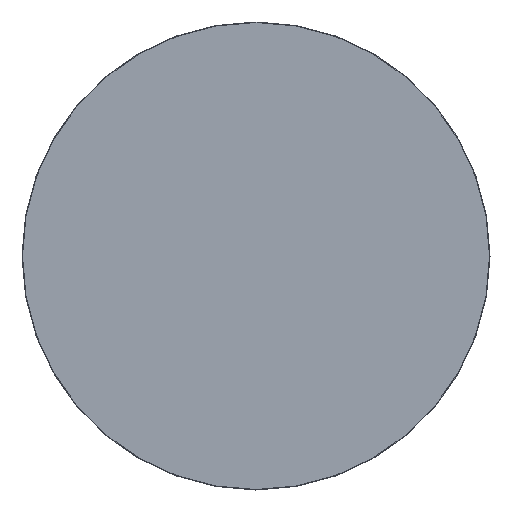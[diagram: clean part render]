
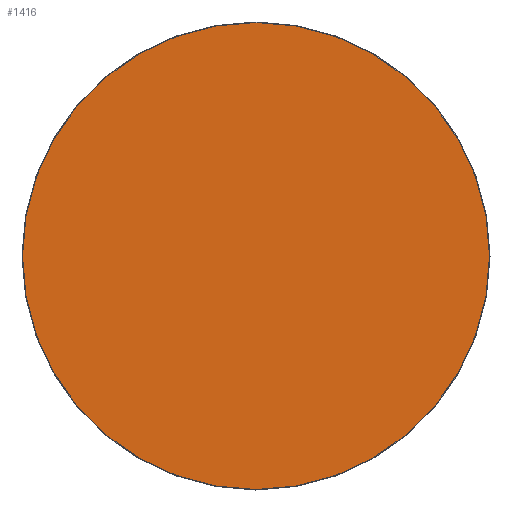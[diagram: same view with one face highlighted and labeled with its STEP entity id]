
A CAD part, front view. The second image highlights one B-rep face of the part: STEP entity #1416.
In plain terms, the highlighted planar face has unit normal (0, -1, 0).
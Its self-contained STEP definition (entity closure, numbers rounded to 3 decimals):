
#67=PLANE('',#1556);
#255=FACE_OUTER_BOUND('',#351,.T.);
#351=EDGE_LOOP('',(#1049));
#604=CIRCLE('',#1534,104.544);
#685=VERTEX_POINT('',#2183);
#815=EDGE_CURVE('',#685,#685,#604,.T.);
#1049=ORIENTED_EDGE('',*,*,#815,.F.);
#1416=ADVANCED_FACE('',(#255),#67,.T.);
#1534=AXIS2_PLACEMENT_3D('',#2184,#1732,#1733);
#1556=AXIS2_PLACEMENT_3D('',#2220,#1780,#1781);
#1732=DIRECTION('center_axis',(0.,1.,0.));
#1733=DIRECTION('ref_axis',(-1.,0.,0.));
#1780=DIRECTION('center_axis',(0.,-1.,0.));
#1781=DIRECTION('ref_axis',(0.,0.,-1.));
#2183=CARTESIAN_POINT('',(0.,0.,104.544));
#2184=CARTESIAN_POINT('Origin',(0.,0.,
0.));
#2220=CARTESIAN_POINT('Origin',(0.,0.,0.));
